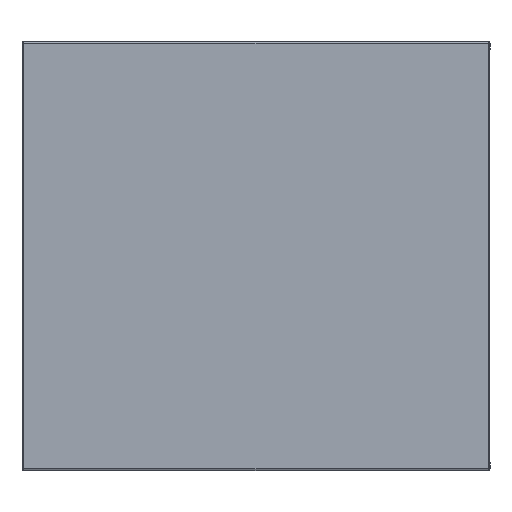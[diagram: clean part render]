
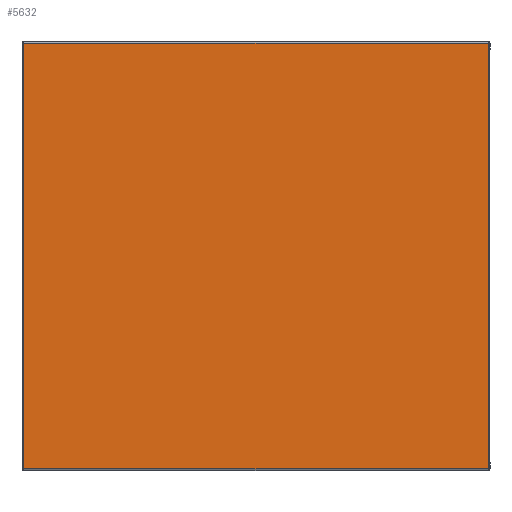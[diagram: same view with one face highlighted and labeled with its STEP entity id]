
A CAD part, left-side view. The second image highlights one B-rep face of the part: STEP entity #5632.
In plain terms, the highlighted planar face has unit normal (-1, 0, 0).
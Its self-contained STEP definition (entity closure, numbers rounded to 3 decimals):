
#29 = VERTEX_POINT ( 'NONE', #2966 ) ;
#756 = CARTESIAN_POINT ( 'NONE',  ( -1., 0.595, 0.02 ) ) ;
#1092 = DIRECTION ( 'NONE',  ( 1., 0., 0. ) ) ;
#1107 = LINE ( 'NONE', #3550, #4450 ) ;
#1137 = VECTOR ( 'NONE', #2289, 1000. ) ;
#1196 = VERTEX_POINT ( 'NONE', #1928 ) ;
#1197 = DIRECTION ( 'NONE',  ( 0., 0., -1. ) ) ;
#1298 = EDGE_LOOP ( 'NONE', ( #4532, #2902, #5468, #4476 ) ) ;
#1302 = CARTESIAN_POINT ( 'NONE',  ( -1., -0.595, 1.095 ) ) ;
#1535 = CARTESIAN_POINT ( 'NONE',  ( -1., -0.595, 0.02 ) ) ;
#1708 = FACE_OUTER_BOUND ( 'NONE', #1298, .T. ) ;
#1770 = VECTOR ( 'NONE', #1197, 1000. ) ;
#1878 = CARTESIAN_POINT ( 'NONE',  ( -1., -0.6, 1.095 ) ) ;
#1928 = CARTESIAN_POINT ( 'NONE',  ( -1., 0.595, 0.005 ) ) ;
#1960 = PLANE ( 'NONE',  #5047 ) ;
#2289 = DIRECTION ( 'NONE',  ( 0., 1., 0. ) ) ;
#2468 = CARTESIAN_POINT ( 'NONE',  ( -1., -0.595, 0.005 ) ) ;
#2570 = VERTEX_POINT ( 'NONE', #2468 ) ;
#2902 = ORIENTED_EDGE ( 'NONE', *, *, #4004, .T. ) ;
#2966 = CARTESIAN_POINT ( 'NONE',  ( -1., 0.595, 1.095 ) ) ;
#3021 = EDGE_CURVE ( 'NONE', #4394, #29, #5021, .T. ) ;
#3211 = LINE ( 'NONE', #1535, #5541 ) ;
#3430 = EDGE_CURVE ( 'NONE', #1196, #2570, #1107, .T. ) ;
#3550 = CARTESIAN_POINT ( 'NONE',  ( -1., -0.6, 0.005 ) ) ;
#3697 = CARTESIAN_POINT ( 'NONE',  ( -1., -0.6, 0.02 ) ) ;
#3995 = DIRECTION ( 'NONE',  ( 0., -1., 0. ) ) ;
#4004 = EDGE_CURVE ( 'NONE', #29, #1196, #4096, .T. ) ;
#4096 = LINE ( 'NONE', #756, #1770 ) ;
#4147 = DIRECTION ( 'NONE',  ( 0., 0., -1. ) ) ;
#4287 = EDGE_CURVE ( 'NONE', #2570, #4394, #3211, .T. ) ;
#4394 = VERTEX_POINT ( 'NONE', #1302 ) ;
#4450 = VECTOR ( 'NONE', #3995, 1000. ) ;
#4476 = ORIENTED_EDGE ( 'NONE', *, *, #4287, .T. ) ;
#4532 = ORIENTED_EDGE ( 'NONE', *, *, #3021, .T. ) ;
#4589 = DIRECTION ( 'NONE',  ( 0., 0., 1. ) ) ;
#5021 = LINE ( 'NONE', #1878, #1137 ) ;
#5047 = AXIS2_PLACEMENT_3D ( 'NONE', #3697, #1092, #4147 ) ;
#5468 = ORIENTED_EDGE ( 'NONE', *, *, #3430, .T. ) ;
#5541 = VECTOR ( 'NONE', #4589, 1000. ) ;
#5632 = ADVANCED_FACE ( 'NONE', ( #1708 ), #1960, .F. ) ;
